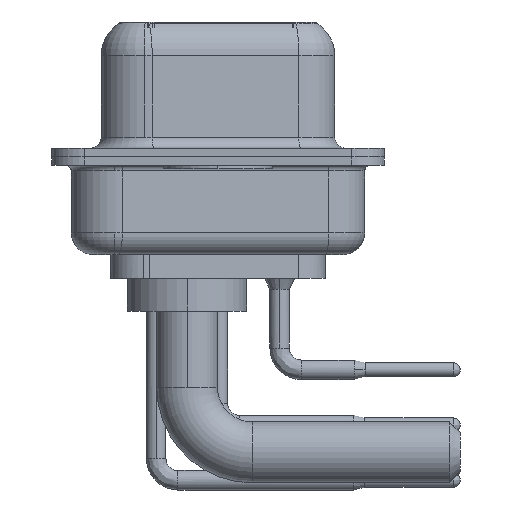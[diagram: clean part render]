
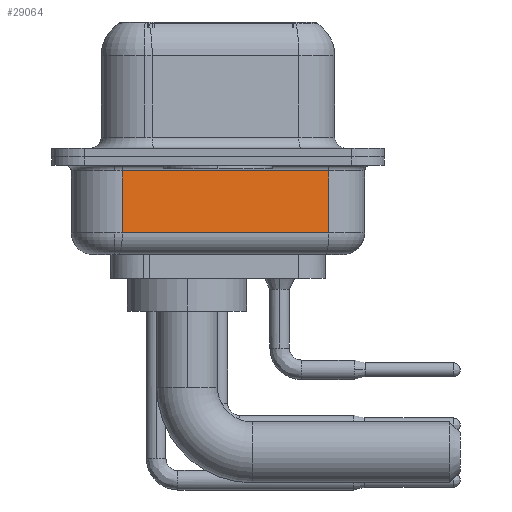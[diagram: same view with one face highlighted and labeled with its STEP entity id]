
A CAD part, left-side view. The second image highlights one B-rep face of the part: STEP entity #29064.
In plain terms, the highlighted planar face has unit normal (-0.985, -0.174, 0).
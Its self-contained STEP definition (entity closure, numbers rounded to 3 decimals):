
#2078 = VECTOR ( 'NONE', #24195, 1000. ) ;
#5227 = CARTESIAN_POINT ( 'NONE',  ( 4.605, -5.097, -3.5 ) ) ;
#6849 = ORIENTED_EDGE ( 'NONE', *, *, #11053, .T. ) ;
#7106 = EDGE_CURVE ( 'NONE', #13389, #8490, #25374, .T. ) ;
#7124 = DIRECTION ( 'NONE',  ( 0.174, -0.985, 0. ) ) ;
#8490 = VERTEX_POINT ( 'NONE', #24941 ) ;
#9536 = EDGE_CURVE ( 'NONE', #15963, #8490, #29043, .T. ) ;
#10235 = CARTESIAN_POINT ( 'NONE',  ( 2.93, 4.403, -4.5 ) ) ;
#10934 = DIRECTION ( 'NONE',  ( 0.985, 0.174, 0. ) ) ;
#11053 = EDGE_CURVE ( 'NONE', #29094, #15963, #16872, .T. ) ;
#11092 = EDGE_CURVE ( 'NONE', #13389, #29094, #26487, .T. ) ;
#11606 = DIRECTION ( 'NONE',  ( -0.174, 0.985, 0. ) ) ;
#11942 = ORIENTED_EDGE ( 'NONE', *, *, #11092, .T. ) ;
#12670 = ORIENTED_EDGE ( 'NONE', *, *, #9536, .T. ) ;
#13389 = VERTEX_POINT ( 'NONE', #15567 ) ;
#13400 = PLANE ( 'NONE',  #14680 ) ;
#13892 = DIRECTION ( 'NONE',  ( -0.174, 0.985, 0. ) ) ;
#14680 = AXIS2_PLACEMENT_3D ( 'NONE', #21362, #10934, #13892 ) ;
#15515 = EDGE_LOOP ( 'NONE', ( #16932, #11942, #6849, #12670 ) ) ;
#15567 = CARTESIAN_POINT ( 'NONE',  ( 2.93, 4.403, -3.5 ) ) ;
#15843 = FACE_OUTER_BOUND ( 'NONE', #15515, .T. ) ;
#15963 = VERTEX_POINT ( 'NONE', #25049 ) ;
#16872 = LINE ( 'NONE', #29559, #2078 ) ;
#16932 = ORIENTED_EDGE ( 'NONE', *, *, #7106, .F. ) ;
#17636 = VECTOR ( 'NONE', #11606, 1000. ) ;
#21362 = CARTESIAN_POINT ( 'NONE',  ( 2.93, 4.403, -4.5 ) ) ;
#24195 = DIRECTION ( 'NONE',  ( 0., 0., 1. ) ) ;
#24941 = CARTESIAN_POINT ( 'NONE',  ( 2.93, 4.403, -0.65 ) ) ;
#25049 = CARTESIAN_POINT ( 'NONE',  ( 4.605, -5.097, -0.65 ) ) ;
#25374 = LINE ( 'NONE', #10235, #31514 ) ;
#26487 = LINE ( 'NONE', #27132, #30129 ) ;
#27132 = CARTESIAN_POINT ( 'NONE',  ( 2.93, 4.403, -3.5 ) ) ;
#27197 = DIRECTION ( 'NONE',  ( 0., 0., 1. ) ) ;
#29043 = LINE ( 'NONE', #29197, #17636 ) ;
#29064 = ADVANCED_FACE ( 'NONE', ( #15843 ), #13400, .F. ) ;
#29094 = VERTEX_POINT ( 'NONE', #5227 ) ;
#29197 = CARTESIAN_POINT ( 'NONE',  ( 2.93, 4.403, -0.65 ) ) ;
#29559 = CARTESIAN_POINT ( 'NONE',  ( 4.605, -5.097, -4.5 ) ) ;
#30129 = VECTOR ( 'NONE', #7124, 1000. ) ;
#31514 = VECTOR ( 'NONE', #27197, 1000. ) ;
